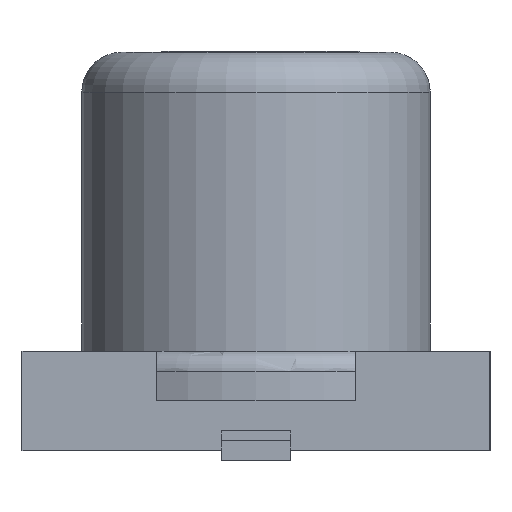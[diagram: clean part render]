
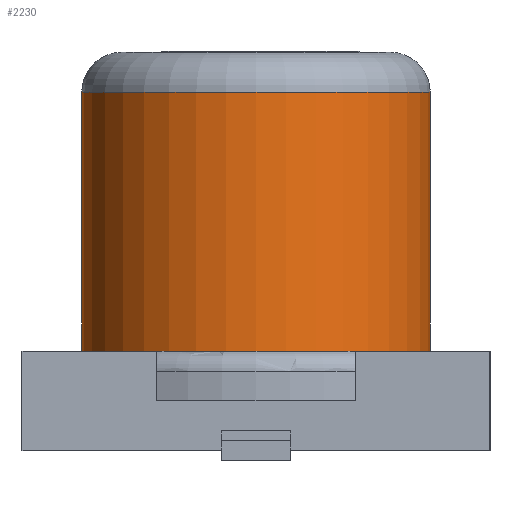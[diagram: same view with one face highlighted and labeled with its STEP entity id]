
A CAD part, left-side view. The second image highlights one B-rep face of the part: STEP entity #2230.
In plain terms, the highlighted cylindrical face has radius 1.75 mm (diameter 3.5 mm), a partial arc.
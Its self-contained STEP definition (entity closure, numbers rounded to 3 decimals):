
#212 = VECTOR ( 'NONE', #4717, 1000. ) ;
#230 = LINE ( 'NONE', #5017, #6446 ) ;
#243 = EDGE_CURVE ( 'NONE', #1114, #5594, #5498, .T. ) ;
#798 = DIRECTION ( 'NONE',  ( 1., 0., 0. ) ) ;
#1063 = CARTESIAN_POINT ( 'NONE',  ( -3.25, 1.75, 1. ) ) ;
#1068 = CARTESIAN_POINT ( 'NONE',  ( -3.25, 0., 1. ) ) ;
#1091 = ORIENTED_EDGE ( 'NONE', *, *, #4800, .T. ) ;
#1106 = FACE_OUTER_BOUND ( 'NONE', #3645, .T. ) ;
#1114 = VERTEX_POINT ( 'NONE', #1063 ) ;
#1467 = DIRECTION ( 'NONE',  ( 0., 0., 1. ) ) ;
#1469 = DIRECTION ( 'NONE',  ( 0., 0., -1. ) ) ;
#2119 = DIRECTION ( 'NONE',  ( 0., -1., 0. ) ) ;
#2230 = ADVANCED_FACE ( 'NONE', ( #1106 ), #4027, .T. ) ;
#2318 = CARTESIAN_POINT ( 'NONE',  ( -3.25, 1.75, 1. ) ) ;
#2703 = AXIS2_PLACEMENT_3D ( 'NONE', #3901, #1469, #2119 ) ;
#2737 = ORIENTED_EDGE ( 'NONE', *, *, #243, .F. ) ;
#2810 = EDGE_CURVE ( 'NONE', #1114, #5983, #6812, .T. ) ;
#3065 = AXIS2_PLACEMENT_3D ( 'NONE', #5655, #1467, #798 ) ;
#3229 = VERTEX_POINT ( 'NONE', #6350 ) ;
#3244 = DIRECTION ( 'NONE',  ( 0., 0., 1. ) ) ;
#3645 = EDGE_LOOP ( 'NONE', ( #5748, #7542, #1091, #2737 ) ) ;
#3901 = CARTESIAN_POINT ( 'NONE',  ( -3.25, 0., 3.6 ) ) ;
#4027 = CYLINDRICAL_SURFACE ( 'NONE', #6597, 1.75 ) ;
#4103 = CARTESIAN_POINT ( 'NONE',  ( -3.25, -1.75, 1. ) ) ;
#4148 = DIRECTION ( 'NONE',  ( 1., 0., 0. ) ) ;
#4717 = DIRECTION ( 'NONE',  ( 0., 0., 1. ) ) ;
#4719 = DIRECTION ( 'NONE',  ( 0., 0., -1. ) ) ;
#4734 = CARTESIAN_POINT ( 'NONE',  ( -3.25, 1.75, 3.6 ) ) ;
#4800 = EDGE_CURVE ( 'NONE', #3229, #5594, #5085, .T. ) ;
#5017 = CARTESIAN_POINT ( 'NONE',  ( -3.25, -1.75, 1. ) ) ;
#5085 = CIRCLE ( 'NONE', #2703, 1.75 ) ;
#5311 = EDGE_CURVE ( 'NONE', #5983, #3229, #230, .T. ) ;
#5498 = LINE ( 'NONE', #2318, #212 ) ;
#5594 = VERTEX_POINT ( 'NONE', #4734 ) ;
#5655 = CARTESIAN_POINT ( 'NONE',  ( -3.25, 0., 1. ) ) ;
#5748 = ORIENTED_EDGE ( 'NONE', *, *, #2810, .T. ) ;
#5983 = VERTEX_POINT ( 'NONE', #4103 ) ;
#6350 = CARTESIAN_POINT ( 'NONE',  ( -3.25, -1.75, 3.6 ) ) ;
#6446 = VECTOR ( 'NONE', #3244, 1000. ) ;
#6597 = AXIS2_PLACEMENT_3D ( 'NONE', #1068, #4719, #4148 ) ;
#6812 = CIRCLE ( 'NONE', #3065, 1.75 ) ;
#7542 = ORIENTED_EDGE ( 'NONE', *, *, #5311, .T. ) ;
